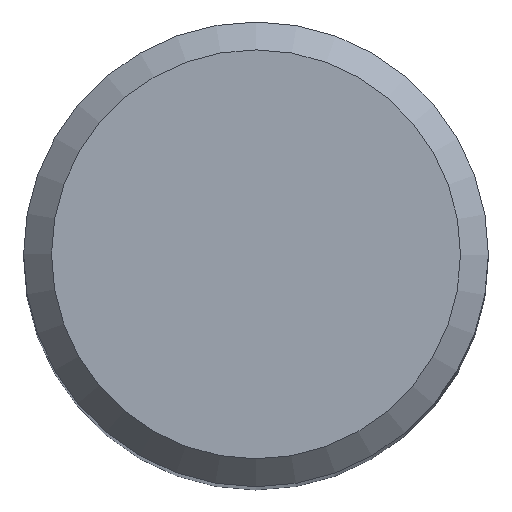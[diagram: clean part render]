
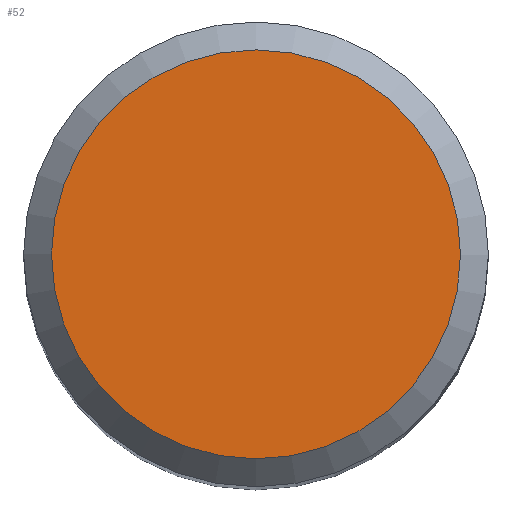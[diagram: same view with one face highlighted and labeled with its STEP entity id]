
A CAD part, top view. The second image highlights one B-rep face of the part: STEP entity #52.
In plain terms, the highlighted planar face has unit normal (0, 0, 1).
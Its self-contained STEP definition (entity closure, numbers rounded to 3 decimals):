
#39=PLANE('',#190);
#43=FACE_OUTER_BOUND('',#82,.T.);
#52=ADVANCED_FACE('',(#43),#39,.T.);
#82=EDGE_LOOP('',(#100));
#100=ORIENTED_EDGE('',*,*,#126,.T.);
#117=VERTEX_POINT('',#268);
#126=EDGE_CURVE('',#117,#117,#138,.T.);
#138=CIRCLE('',#189,4.4);
#189=AXIS2_PLACEMENT_3D('',#267,#223,#224);
#190=AXIS2_PLACEMENT_3D('',#269,#225,#226);
#223=DIRECTION('',(0.,0.,1.));
#224=DIRECTION('',(-0.341,0.94,0.));
#225=DIRECTION('',(0.,0.,1.));
#226=DIRECTION('',(-0.341,0.94,0.));
#267=CARTESIAN_POINT('',(0.,0.,0.));
#268=CARTESIAN_POINT('',(-1.499,4.137,0.));
#269=CARTESIAN_POINT('',(0.,0.,0.));
